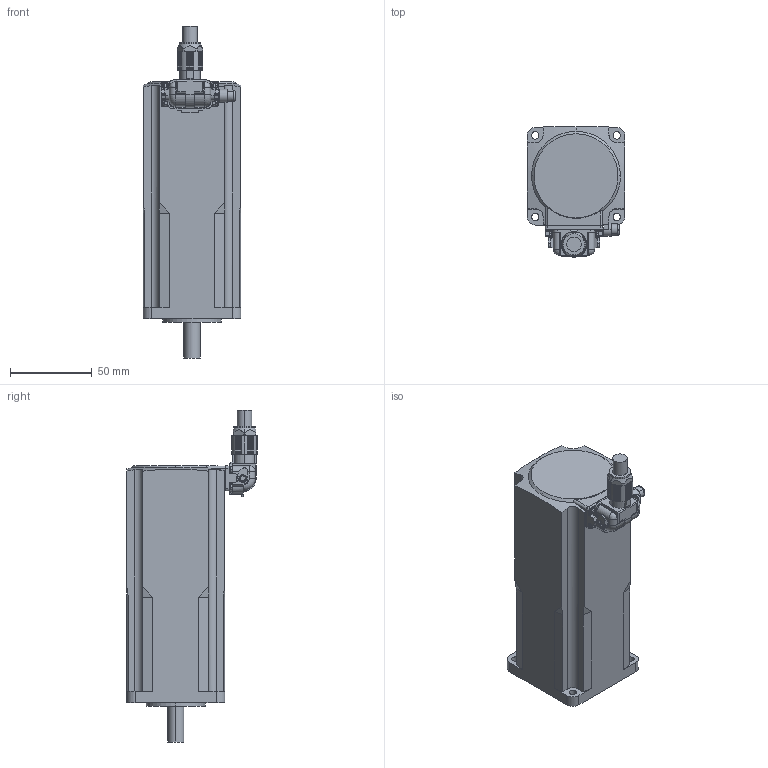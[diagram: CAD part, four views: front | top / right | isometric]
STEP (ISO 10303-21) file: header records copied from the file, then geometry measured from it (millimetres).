
FILE_DESCRIPTION (( 'STEP AP203' ), '1' );
FILE_NAME ('B1534_B.STEP', '2021-04-22T02:58:37', ( 'Windows ユーザー' ), ( '' ), 'SwSTEP 2.0', 'SolidWorks 2017', '' );
FILE_SCHEMA (( 'CONFIG_CONTROL_DESIGN' ));
Length unit declared in the file: millimetre
Products named in the file (1): B1534_B
Bounding box: 60 x 79.9 x 203.55 mm (x, y, z)
Volume: 486565.6 mm3; surface area: 45878.7 mm2
Topology: 1 solids, 1 shells, 572 faces, 1609 edges, 1050 vertices
Faces by surface type: plane 342, cylinder 205, torus 13, cone 8, sphere 4
Entity records: 18795 total; most frequent: CARTESIAN_POINT 3560, DIRECTION 3218, ORIENTED_EDGE 3214, EDGE_CURVE 1607, AXIS2_PLACEMENT_3D 1078, LINE 1062, VECTOR 1062, VERTEX_POINT 1050
